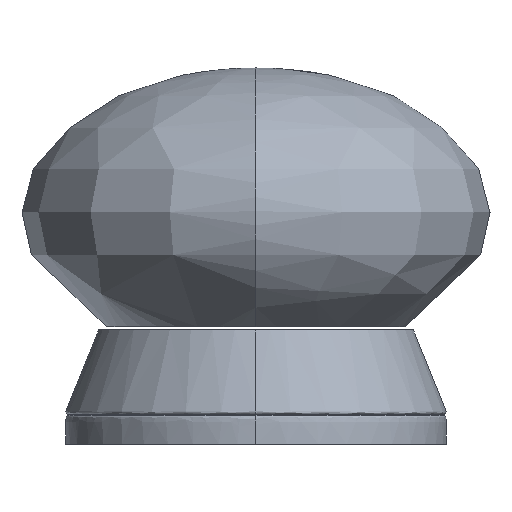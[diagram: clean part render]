
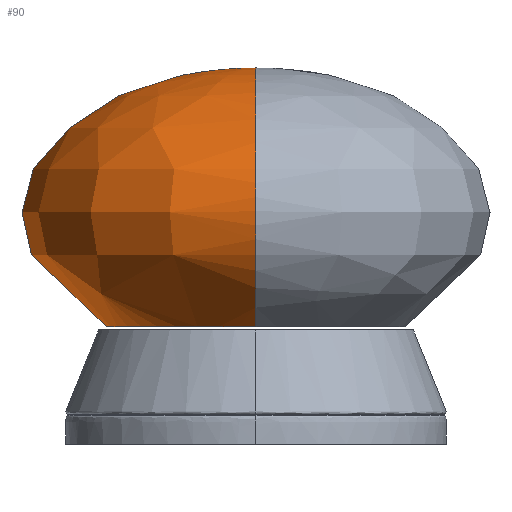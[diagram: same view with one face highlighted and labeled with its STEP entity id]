
A CAD part, left-side view. The second image highlights one B-rep face of the part: STEP entity #90.
In plain terms, the highlighted free-form (B-spline) face has degree [2, 3] with [5, 7] control points.
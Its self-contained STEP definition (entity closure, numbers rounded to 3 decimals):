
#46=(
BOUNDED_SURFACE()
B_SPLINE_SURFACE(2,3,((#1634,#1635,#1636,#1637,#1638,#1639,#1640),(#1641,
#1642,#1643,#1644,#1645,#1646,#1647),(#1648,#1649,#1650,#1651,#1652,#1653,
#1654),(#1655,#1656,#1657,#1658,#1659,#1660,#1661),(#1662,#1663,#1664,#1665,
#1666,#1667,#1668)),.UNSPECIFIED.,.F.,.F.,.F.)
B_SPLINE_SURFACE_WITH_KNOTS((3,2,3),(4,3,4),(25.122,37.683,
50.244),(0.,7.507,15.406),.UNSPECIFIED.)
GEOMETRIC_REPRESENTATION_ITEM()
RATIONAL_B_SPLINE_SURFACE(((1.,1.,1.,1.,1.,1.,1.),(0.707,0.707,
0.707,0.707,0.707,0.707,
0.707),(1.,1.,1.,1.,1.,1.,1.),(0.707,0.707,
0.707,0.707,0.707,0.707,
0.707),(1.,1.,1.,1.,1.,1.,1.)))
REPRESENTATION_ITEM('')
SURFACE()
);
#90=ADVANCED_FACE('',(#131),#46,.T.);
#131=FACE_OUTER_BOUND('',#172,.T.);
#172=EDGE_LOOP('',(#294,#295,#296));
#294=ORIENTED_EDGE('',*,*,#378,.T.);
#295=ORIENTED_EDGE('',*,*,#376,.T.);
#296=ORIENTED_EDGE('',*,*,#377,.F.);
#376=EDGE_CURVE('',#507,#508,#413,.T.);
#377=EDGE_CURVE('',#509,#508,#414,.T.);
#378=EDGE_CURVE('',#509,#507,#456,.T.);
#413=B_SPLINE_CURVE_WITH_KNOTS('',3,(#1677,#1678,#1679,#1680,#1681,#1682,
#1683),.UNSPECIFIED.,.F.,.F.,(4,3,4),(0.,7.507,15.406),
 .UNSPECIFIED.);
#414=B_SPLINE_CURVE_WITH_KNOTS('',3,(#1684,#1685,#1686,#1687,#1688,#1689,
#1690),.UNSPECIFIED.,.F.,.F.,(4,3,4),(0.,7.507,15.406),
 .UNSPECIFIED.);
#456=(
BOUNDED_CURVE()
B_SPLINE_CURVE(2,(#1691,#1692,#1693,#1694,#1695),.UNSPECIFIED.,.F.,.F.)
B_SPLINE_CURVE_WITH_KNOTS((3,2,3),(25.122,37.683,50.244),
 .UNSPECIFIED.)
CURVE()
GEOMETRIC_REPRESENTATION_ITEM()
RATIONAL_B_SPLINE_CURVE((1.,0.707,1.,0.707,1.))
REPRESENTATION_ITEM('')
);
#507=VERTEX_POINT('',#1669);
#508=VERTEX_POINT('',#1670);
#509=VERTEX_POINT('',#1671);
#1634=CARTESIAN_POINT('',(-199.214,0.,40.235));
#1635=CARTESIAN_POINT('',(-174.101,0.,53.238));
#1636=CARTESIAN_POINT('',(-163.992,0.,74.6));
#1637=CARTESIAN_POINT('',(-174.164,0.,94.191));
#1638=CARTESIAN_POINT('',(-184.869,0.,114.808));
#1639=CARTESIAN_POINT('',(-215.599,0.,128.772));
#1640=CARTESIAN_POINT('',(-250.281,0.,128.782));
#1641=CARTESIAN_POINT('',(-199.214,51.067,40.235));
#1642=CARTESIAN_POINT('',(-174.101,76.179,53.238));
#1643=CARTESIAN_POINT('',(-163.992,86.289,74.6));
#1644=CARTESIAN_POINT('',(-174.164,76.117,94.191));
#1645=CARTESIAN_POINT('',(-184.869,65.412,114.808));
#1646=CARTESIAN_POINT('',(-215.599,34.682,128.772));
#1647=CARTESIAN_POINT('',(-250.281,0.,128.782));
#1648=CARTESIAN_POINT('',(-250.281,51.067,40.235));
#1649=CARTESIAN_POINT('',(-250.281,76.179,53.238));
#1650=CARTESIAN_POINT('',(-250.281,86.289,74.6));
#1651=CARTESIAN_POINT('',(-250.281,76.117,94.191));
#1652=CARTESIAN_POINT('',(-250.281,65.412,114.808));
#1653=CARTESIAN_POINT('',(-250.281,34.682,128.772));
#1654=CARTESIAN_POINT('',(-250.281,0.,128.782));
#1655=CARTESIAN_POINT('',(-301.348,51.067,40.235));
#1656=CARTESIAN_POINT('',(-326.46,76.179,53.238));
#1657=CARTESIAN_POINT('',(-336.569,86.289,74.6));
#1658=CARTESIAN_POINT('',(-326.397,76.117,94.191));
#1659=CARTESIAN_POINT('',(-315.693,65.412,114.808));
#1660=CARTESIAN_POINT('',(-284.963,34.682,128.772));
#1661=CARTESIAN_POINT('',(-250.281,0.,128.782));
#1662=CARTESIAN_POINT('',(-301.348,0.,40.235));
#1663=CARTESIAN_POINT('',(-326.46,0.,53.238));
#1664=CARTESIAN_POINT('',(-336.569,0.,74.6));
#1665=CARTESIAN_POINT('',(-326.397,0.,94.191));
#1666=CARTESIAN_POINT('',(-315.693,0.,114.808));
#1667=CARTESIAN_POINT('',(-284.963,0.,128.772));
#1668=CARTESIAN_POINT('',(-250.281,0.,128.782));
#1669=CARTESIAN_POINT('',(-301.348,0.,40.235));
#1670=CARTESIAN_POINT('',(-250.281,0.,128.782));
#1671=CARTESIAN_POINT('',(-199.214,0.,40.235));
#1677=CARTESIAN_POINT('',(-301.348,0.,40.235));
#1678=CARTESIAN_POINT('',(-326.46,0.,53.238));
#1679=CARTESIAN_POINT('',(-336.569,0.,74.6));
#1680=CARTESIAN_POINT('',(-326.397,0.,94.191));
#1681=CARTESIAN_POINT('',(-315.693,0.,114.808));
#1682=CARTESIAN_POINT('',(-284.963,0.,128.772));
#1683=CARTESIAN_POINT('',(-250.281,0.,128.782));
#1684=CARTESIAN_POINT('',(-199.214,0.,40.235));
#1685=CARTESIAN_POINT('',(-174.101,0.,53.238));
#1686=CARTESIAN_POINT('',(-163.992,0.,74.6));
#1687=CARTESIAN_POINT('',(-174.164,0.,94.191));
#1688=CARTESIAN_POINT('',(-184.869,0.,114.808));
#1689=CARTESIAN_POINT('',(-215.599,0.,128.772));
#1690=CARTESIAN_POINT('',(-250.281,0.,128.782));
#1691=CARTESIAN_POINT('',(-199.214,0.,40.235));
#1692=CARTESIAN_POINT('',(-199.214,51.067,40.235));
#1693=CARTESIAN_POINT('',(-250.281,51.067,40.235));
#1694=CARTESIAN_POINT('',(-301.348,51.067,40.235));
#1695=CARTESIAN_POINT('',(-301.348,0.,40.235));
